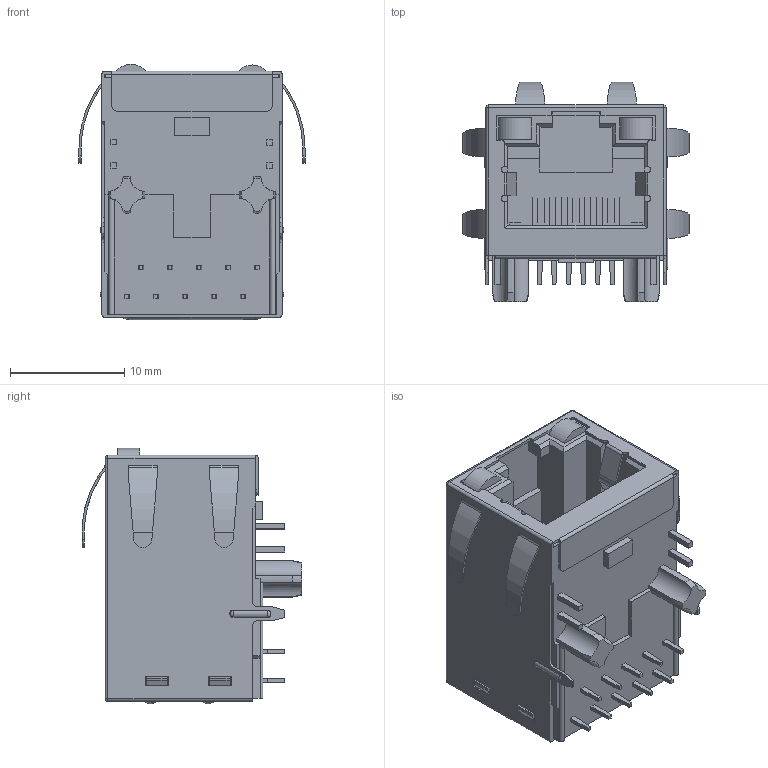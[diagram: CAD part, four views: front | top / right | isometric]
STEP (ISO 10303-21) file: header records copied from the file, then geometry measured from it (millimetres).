
FILE_DESCRIPTION((''),'2;1');
FILE_NAME('C-5-2337992-3','2018-11-27T01:42:21',('workeradm'),('TE Connectivity Ltd.'),'CREO PARAMETRIC BY PTC INC, 2018190','CREO PARAMETRIC BY PTC INC, 2018190','');
FILE_SCHEMA(('AUTOMOTIVE_DESIGN { 1 0 10303 214 1 1 1 1 }'));
Length unit declared in the file: millimetre
Products named in the file (1): C-5-2337992-3
Bounding box: 19.75 x 19.2 x 22.3 mm (x, y, z)
Volume: 3586.6 mm3; surface area: 2691.2 mm2
Topology: 1 solids, 1 shells, 513 faces, 1374 edges, 890 vertices
Faces by surface type: plane 363, cylinder 120, bspline 16, cone 8, sphere 6
Entity records: 19355 total; most frequent: CARTESIAN_POINT 6510, ORIENTED_EDGE 2748, DIRECTION 2498, EDGE_CURVE 1374, VECTOR 1056, LINE 1056, VERTEX_POINT 890, AXIS2_PLACEMENT_3D 721
